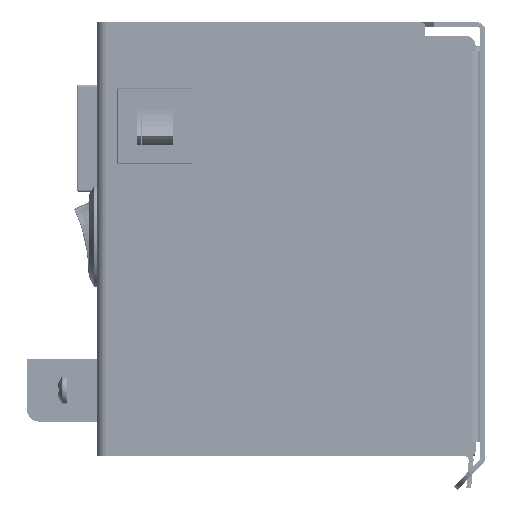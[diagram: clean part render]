
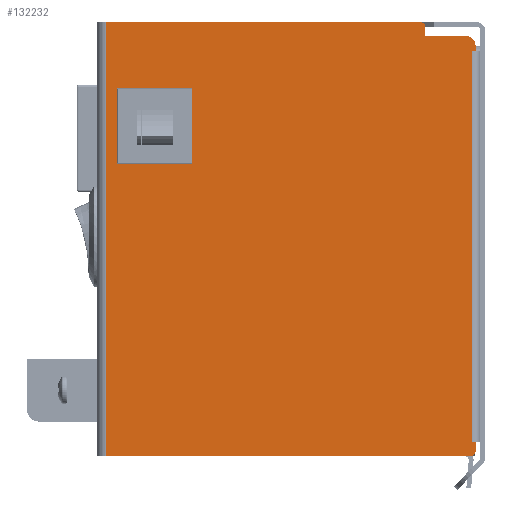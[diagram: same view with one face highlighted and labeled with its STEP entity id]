
A CAD part, left-side view. The second image highlights one B-rep face of the part: STEP entity #132232.
In plain terms, the highlighted planar face has unit normal (-1, 0, 0).
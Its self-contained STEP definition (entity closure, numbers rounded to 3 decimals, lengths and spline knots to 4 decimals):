
#1731=FACE_BOUND('',#24299,.T.);
#8469=PLANE('',#143302);
#16387=FACE_OUTER_BOUND('',#24298,.T.);
#24298=EDGE_LOOP('',(#118686,#118687,#118688,#118689,#118690,#118691,#118692,
#118693,#118694,#118695,#118696,#118697,#118698,#118699,#118700,#118701,
#118702));
#24299=EDGE_LOOP('',(#118703,#118704,#118705,#118706));
#30277=CIRCLE('',#143284,0.05);
#30284=CIRCLE('',#143300,0.05);
#30285=CIRCLE('',#143303,0.1);
#38585=LINE('',#278851,#49224);
#38587=LINE('',#278855,#49226);
#38589=LINE('',#278859,#49228);
#38590=LINE('',#278861,#49229);
#40106=LINE('',#283967,#50745);
#40148=LINE('',#284064,#50787);
#40150=LINE('',#284067,#50789);
#40151=LINE('',#284069,#50790);
#40152=LINE('',#284071,#50791);
#40153=LINE('',#284073,#50792);
#40154=LINE('',#284075,#50793);
#40155=LINE('',#284077,#50794);
#40156=LINE('',#284079,#50795);
#40157=LINE('',#284081,#50796);
#40158=LINE('',#284083,#50797);
#40159=LINE('',#284085,#50798);
#40160=LINE('',#284089,#50799);
#40161=LINE('',#284090,#50800);
#49224=VECTOR('',#169744,0.3937);
#49226=VECTOR('',#169748,0.3937);
#49228=VECTOR('',#169752,0.3937);
#49229=VECTOR('',#169755,0.3937);
#50745=VECTOR('',#173983,0.3937);
#50787=VECTOR('',#174057,0.3937);
#50789=VECTOR('',#174061,0.3937);
#50790=VECTOR('',#174062,0.3937);
#50791=VECTOR('',#174063,0.3937);
#50792=VECTOR('',#174064,0.3937);
#50793=VECTOR('',#174065,0.3937);
#50794=VECTOR('',#174066,0.3937);
#50795=VECTOR('',#174067,0.3937);
#50796=VECTOR('',#174068,0.3937);
#50797=VECTOR('',#174069,0.3937);
#50798=VECTOR('',#174070,0.3937);
#50799=VECTOR('',#174073,0.3937);
#50800=VECTOR('',#174074,0.3937);
#62292=VERTEX_POINT('',#278847);
#62293=VERTEX_POINT('',#278849);
#62294=VERTEX_POINT('',#278853);
#62295=VERTEX_POINT('',#278857);
#63779=VERTEX_POINT('',#283957);
#63780=VERTEX_POINT('',#283959);
#63782=VERTEX_POINT('',#283965);
#63819=VERTEX_POINT('',#284057);
#63820=VERTEX_POINT('',#284058);
#63821=VERTEX_POINT('',#284063);
#63822=VERTEX_POINT('',#284068);
#63823=VERTEX_POINT('',#284070);
#63824=VERTEX_POINT('',#284072);
#63825=VERTEX_POINT('',#284074);
#63826=VERTEX_POINT('',#284076);
#63827=VERTEX_POINT('',#284078);
#63828=VERTEX_POINT('',#284080);
#63829=VERTEX_POINT('',#284082);
#63830=VERTEX_POINT('',#284084);
#63831=VERTEX_POINT('',#284086);
#63832=VERTEX_POINT('',#284088);
#80274=EDGE_CURVE('',#62292,#62293,#38585,.T.);
#80276=EDGE_CURVE('',#62293,#62294,#38587,.T.);
#80278=EDGE_CURVE('',#62294,#62295,#38589,.T.);
#80279=EDGE_CURVE('',#62295,#62292,#38590,.T.);
#82488=EDGE_CURVE('',#63779,#63780,#30277,.T.);
#82492=EDGE_CURVE('',#63782,#63779,#40106,.T.);
#82538=EDGE_CURVE('',#63819,#63820,#30284,.T.);
#82541=EDGE_CURVE('',#63820,#63821,#40148,.T.);
#82543=EDGE_CURVE('',#63782,#63821,#40150,.T.);
#82544=EDGE_CURVE('',#63822,#63819,#40151,.T.);
#82545=EDGE_CURVE('',#63822,#63823,#40152,.T.);
#82546=EDGE_CURVE('',#63823,#63824,#40153,.T.);
#82547=EDGE_CURVE('',#63824,#63825,#40154,.T.);
#82548=EDGE_CURVE('',#63825,#63826,#40155,.T.);
#82549=EDGE_CURVE('',#63826,#63827,#40156,.T.);
#82550=EDGE_CURVE('',#63827,#63828,#40157,.T.);
#82551=EDGE_CURVE('',#63828,#63829,#40158,.T.);
#82552=EDGE_CURVE('',#63830,#63829,#40159,.T.);
#82553=EDGE_CURVE('',#63831,#63830,#30285,.T.);
#82554=EDGE_CURVE('',#63831,#63832,#40160,.T.);
#82555=EDGE_CURVE('',#63832,#63780,#40161,.T.);
#118686=ORIENTED_EDGE('',*,*,#82488,.F.);
#118687=ORIENTED_EDGE('',*,*,#82492,.F.);
#118688=ORIENTED_EDGE('',*,*,#82543,.T.);
#118689=ORIENTED_EDGE('',*,*,#82541,.F.);
#118690=ORIENTED_EDGE('',*,*,#82538,.F.);
#118691=ORIENTED_EDGE('',*,*,#82544,.F.);
#118692=ORIENTED_EDGE('',*,*,#82545,.T.);
#118693=ORIENTED_EDGE('',*,*,#82546,.T.);
#118694=ORIENTED_EDGE('',*,*,#82547,.T.);
#118695=ORIENTED_EDGE('',*,*,#82548,.T.);
#118696=ORIENTED_EDGE('',*,*,#82549,.T.);
#118697=ORIENTED_EDGE('',*,*,#82550,.T.);
#118698=ORIENTED_EDGE('',*,*,#82551,.T.);
#118699=ORIENTED_EDGE('',*,*,#82552,.F.);
#118700=ORIENTED_EDGE('',*,*,#82553,.F.);
#118701=ORIENTED_EDGE('',*,*,#82554,.T.);
#118702=ORIENTED_EDGE('',*,*,#82555,.T.);
#118703=ORIENTED_EDGE('',*,*,#80274,.T.);
#118704=ORIENTED_EDGE('',*,*,#80276,.T.);
#118705=ORIENTED_EDGE('',*,*,#80278,.T.);
#118706=ORIENTED_EDGE('',*,*,#80279,.T.);
#132232=ADVANCED_FACE('',(#16387,#1731),#8469,.T.);
#143284=AXIS2_PLACEMENT_3D('',#283960,#173976,#173977);
#143300=AXIS2_PLACEMENT_3D('',#284059,#174051,#174052);
#143302=AXIS2_PLACEMENT_3D('',#284066,#174059,#174060);
#143303=AXIS2_PLACEMENT_3D('',#284087,#174071,#174072);
#169744=DIRECTION('',(0.,1.,0.));
#169748=DIRECTION('',(0.,0.,1.));
#169752=DIRECTION('',(0.,-1.,0.));
#169755=DIRECTION('',(0.,0.,-1.));
#173976=DIRECTION('center_axis',(1.,0.,0.));
#173977=DIRECTION('ref_axis',(0.,-0.707,
0.707));
#173983=DIRECTION('',(0.,-1.,0.));
#174051=DIRECTION('center_axis',(1.,0.,0.));
#174052=DIRECTION('ref_axis',(0.,-0.707,-0.707));
#174057=DIRECTION('',(0.,1.,0.));
#174059=DIRECTION('center_axis',(-1.,0.,0.));
#174060=DIRECTION('ref_axis',(0.,-1.,0.));
#174061=DIRECTION('',(0.,0.,-1.));
#174062=DIRECTION('',(0.,0.,-1.));
#174063=DIRECTION('',(0.,1.,0.));
#174064=DIRECTION('',(0.,0.,1.));
#174065=DIRECTION('',(0.,-1.,0.));
#174066=DIRECTION('',(0.,0.,1.));
#174067=DIRECTION('',(0.,1.,0.));
#174068=DIRECTION('',(0.,0.,1.));
#174069=DIRECTION('',(0.,-1.,0.));
#174070=DIRECTION('',(0.,0.,-1.));
#174071=DIRECTION('center_axis',(1.,0.,0.));
#174072=DIRECTION('ref_axis',(0.,-0.707,
0.707));
#174073=DIRECTION('',(0.,1.,0.));
#174074=DIRECTION('',(0.,0.,1.));
#278847=CARTESIAN_POINT('',(2.03,4.909,-1.3585));
#278849=CARTESIAN_POINT('',(2.03,5.659,-1.3585));
#278851=CARTESIAN_POINT('',(2.03,4.841,-1.3585));
#278853=CARTESIAN_POINT('',(2.03,5.659,-0.6085));
#278855=CARTESIAN_POINT('',(2.03,5.659,-1.3365));
#278857=CARTESIAN_POINT('',(2.03,4.909,-0.6085));
#278859=CARTESIAN_POINT('',(2.03,4.422,-0.6085));
#278861=CARTESIAN_POINT('',(2.03,4.909,-1.7555));
#283957=CARTESIAN_POINT('',(2.03,2.646,0.048));
#283959=CARTESIAN_POINT('',(2.03,2.596,-0.002));
#283960=CARTESIAN_POINT('Origin',(2.03,2.646,-0.002));
#283965=CARTESIAN_POINT('',(2.03,5.766,0.048));
#283967=CARTESIAN_POINT('',(2.03,5.766,0.048));
#284057=CARTESIAN_POINT('',(2.03,2.096,-4.215));
#284058=CARTESIAN_POINT('',(2.03,2.146,-4.265));
#284059=CARTESIAN_POINT('Origin',(2.03,2.146,-4.215));
#284063=CARTESIAN_POINT('',(2.03,5.766,-4.265));
#284064=CARTESIAN_POINT('',(2.03,5.862,-4.265));
#284066=CARTESIAN_POINT('Origin',(2.03,3.979,-2.1085));
#284067=CARTESIAN_POINT('',(2.03,5.766,-2.1085));
#284068=CARTESIAN_POINT('',(2.03,2.096,-4.1282));
#284069=CARTESIAN_POINT('',(2.03,2.096,0.048));
#284070=CARTESIAN_POINT('',(2.03,2.1362,-4.1282));
#284071=CARTESIAN_POINT('',(2.03,3.0375,-4.1282));
#284072=CARTESIAN_POINT('',(2.03,2.1362,-4.128));
#284073=CARTESIAN_POINT('',(2.03,2.1362,-3.1184));
#284074=CARTESIAN_POINT('',(2.03,2.136,-4.128));
#284075=CARTESIAN_POINT('',(2.03,3.0576,-4.128));
#284076=CARTESIAN_POINT('',(2.03,2.136,-0.239));
#284077=CARTESIAN_POINT('',(2.03,2.136,-3.1183));
#284078=CARTESIAN_POINT('',(2.03,2.1362,-0.239));
#284079=CARTESIAN_POINT('',(2.03,3.0375,-0.239));
#284080=CARTESIAN_POINT('',(2.03,2.1362,-0.2388));
#284081=CARTESIAN_POINT('',(2.03,2.1362,-1.1738));
#284082=CARTESIAN_POINT('',(2.03,2.096,-0.2388));
#284083=CARTESIAN_POINT('',(2.03,3.0576,-0.2388));
#284084=CARTESIAN_POINT('',(2.03,2.096,-0.189));
#284085=CARTESIAN_POINT('',(2.03,2.096,0.048));
#284086=CARTESIAN_POINT('',(2.03,2.196,-0.089));
#284087=CARTESIAN_POINT('Origin',(2.03,2.196,-0.189));
#284088=CARTESIAN_POINT('',(2.03,2.596,-0.089));
#284089=CARTESIAN_POINT('',(2.03,3.0375,-0.089));
#284090=CARTESIAN_POINT('',(2.03,2.596,-1.0988));
